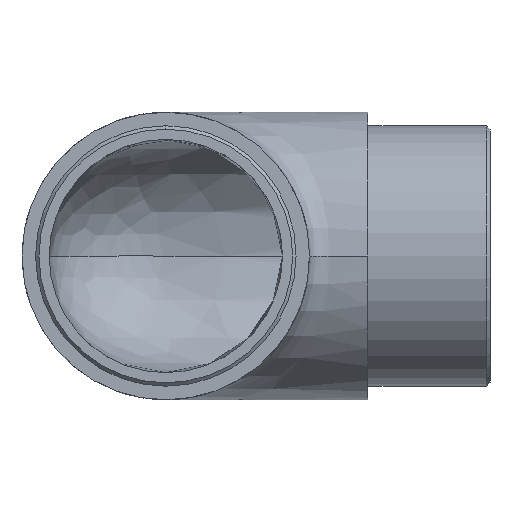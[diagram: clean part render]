
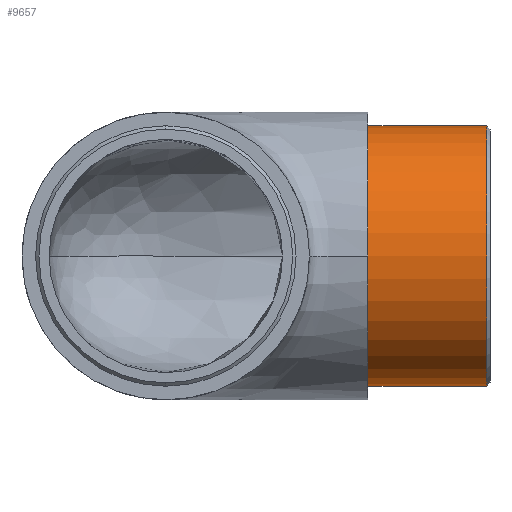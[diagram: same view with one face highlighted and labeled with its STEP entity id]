
A CAD part, left-side view. The second image highlights one B-rep face of the part: STEP entity #9657.
In plain terms, the highlighted cylindrical face has radius 19.199 mm (diameter 38.398 mm), a partial arc.
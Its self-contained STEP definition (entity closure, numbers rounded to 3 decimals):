
#265 = EDGE_CURVE ( 'NONE', #11314, #10640, #6762, .T. ) ;
#502 = CARTESIAN_POINT ( 'NONE',  ( -21.2, -17.5, -19.199 ) ) ;
#600 = AXIS2_PLACEMENT_3D ( 'NONE', #4430, #5404, #8984 ) ;
#1223 = DIRECTION ( 'NONE',  ( 0., 1., 0. ) ) ;
#1467 = EDGE_CURVE ( 'NONE', #6251, #5717, #11048, .T. ) ;
#2416 = CARTESIAN_POINT ( 'NONE',  ( -21.2, 0., 19.199 ) ) ;
#2474 = CARTESIAN_POINT ( 'NONE',  ( -21.2, -17.5, 19.199 ) ) ;
#3155 = DIRECTION ( 'NONE',  ( 0., 0., 1. ) ) ;
#3355 = AXIS2_PLACEMENT_3D ( 'NONE', #4770, #8298, #3155 ) ;
#4091 = CIRCLE ( 'NONE', #3355, 19.199 ) ;
#4375 = DIRECTION ( 'NONE',  ( 0., 0., -1. ) ) ;
#4430 = CARTESIAN_POINT ( 'NONE',  ( -21.2, -18., 0. ) ) ;
#4770 = CARTESIAN_POINT ( 'NONE',  ( -21.2, 0., 0. ) ) ;
#5257 = VECTOR ( 'NONE', #1223, 1000. ) ;
#5404 = DIRECTION ( 'NONE',  ( 0., 1., 0. ) ) ;
#5552 = CARTESIAN_POINT ( 'NONE',  ( -21.2, -18., 19.199 ) ) ;
#5717 = VERTEX_POINT ( 'NONE', #2416 ) ;
#5814 = CARTESIAN_POINT ( 'NONE',  ( -21.2, 0., -19.199 ) ) ;
#6251 = VERTEX_POINT ( 'NONE', #2474 ) ;
#6311 = AXIS2_PLACEMENT_3D ( 'NONE', #6920, #10439, #4375 ) ;
#6390 = FACE_OUTER_BOUND ( 'NONE', #10862, .T. ) ;
#6564 = CIRCLE ( 'NONE', #6311, 19.199 ) ;
#6762 = LINE ( 'NONE', #10275, #9318 ) ;
#6920 = CARTESIAN_POINT ( 'NONE',  ( -21.2, -17.5, 0. ) ) ;
#7285 = ORIENTED_EDGE ( 'NONE', *, *, #8459, .T. ) ;
#7685 = ORIENTED_EDGE ( 'NONE', *, *, #265, .F. ) ;
#8298 = DIRECTION ( 'NONE',  ( 0., -1., 0. ) ) ;
#8437 = ORIENTED_EDGE ( 'NONE', *, *, #10849, .T. ) ;
#8459 = EDGE_CURVE ( 'NONE', #11314, #6251, #6564, .T. ) ;
#8877 = CYLINDRICAL_SURFACE ( 'NONE', #600, 19.199 ) ;
#8984 = DIRECTION ( 'NONE',  ( 0., 0., 1. ) ) ;
#9318 = VECTOR ( 'NONE', #11259, 1000. ) ;
#9657 = ADVANCED_FACE ( 'NONE', ( #6390 ), #8877, .T. ) ;
#10275 = CARTESIAN_POINT ( 'NONE',  ( -21.2, -18., -19.199 ) ) ;
#10439 = DIRECTION ( 'NONE',  ( 0., 1., 0. ) ) ;
#10640 = VERTEX_POINT ( 'NONE', #5814 ) ;
#10849 = EDGE_CURVE ( 'NONE', #5717, #10640, #4091, .T. ) ;
#10862 = EDGE_LOOP ( 'NONE', ( #7685, #7285, #11037, #8437 ) ) ;
#11037 = ORIENTED_EDGE ( 'NONE', *, *, #1467, .T. ) ;
#11048 = LINE ( 'NONE', #5552, #5257 ) ;
#11259 = DIRECTION ( 'NONE',  ( 0., 1., 0. ) ) ;
#11314 = VERTEX_POINT ( 'NONE', #502 ) ;
